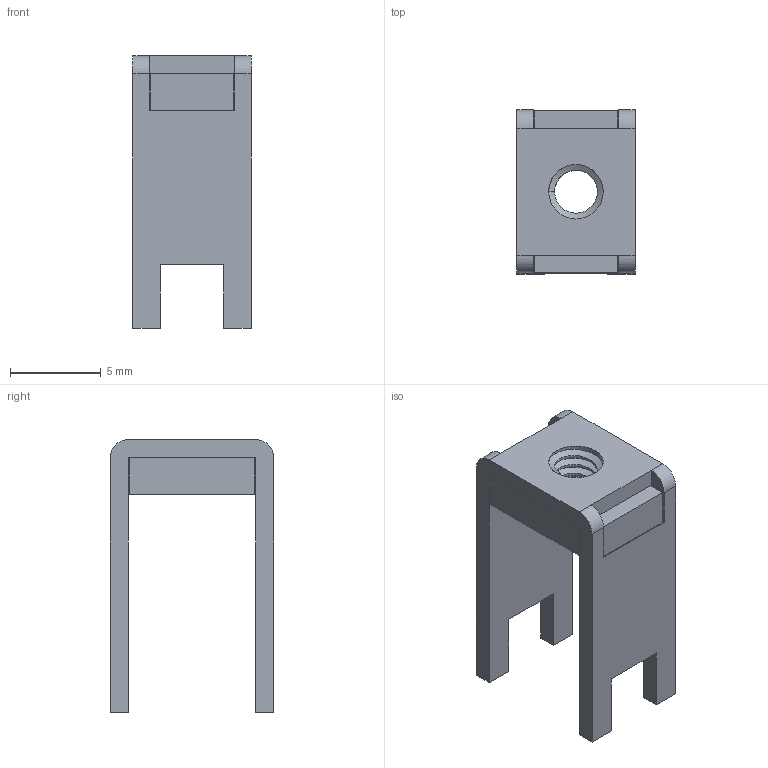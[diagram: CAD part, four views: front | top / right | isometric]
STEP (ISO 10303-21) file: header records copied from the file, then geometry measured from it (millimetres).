
FILE_DESCRIPTION(('FreeCAD Model'),'2;1');
FILE_NAME('Open CASCADE Shape Model','2024-10-18T13:54:03',( 'kicad StepUp'),('ksu MCAD'),'Open CASCADE STEP processor 7.6', 'FreeCAD','Unknown');
FILE_SCHEMA(('AUTOMOTIVE_DESIGN { 1 0 10303 214 1 1 1 1 }'));
Length unit declared in the file: millimetre
Products named in the file (1): CONN-TH_4P-L9.0-W6.5_TT34090065-1500
Bounding box: 6.5 x 9 x 15 mm (x, y, z)
Volume: 276.5 mm3; surface area: 590 mm2
Topology: 1 solids, 1 shells, 62 faces, 183 edges, 115 vertices
Faces by surface type: plane 44, cylinder 16, bspline 2
Full cylindrical faces by diameter (mm): 2.35 x3, 3 x5
Entity records: 2596 total; most frequent: CARTESIAN_POINT 961, ORIENTED_EDGE 366, DIRECTION 298, EDGE_CURVE 183, LINE 150, VECTOR 150, VERTEX_POINT 115, AXIS2_PLACEMENT_3D 74
